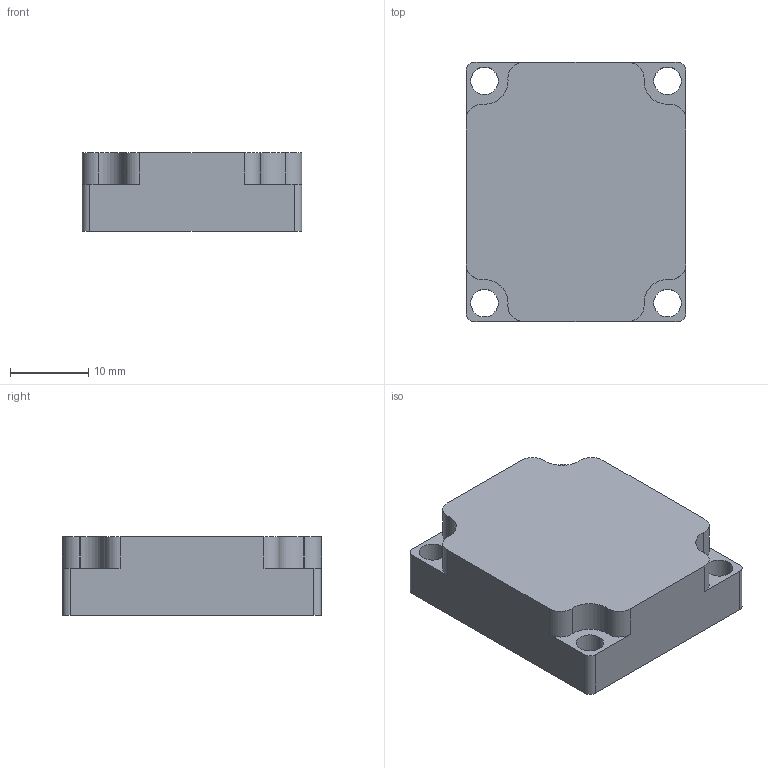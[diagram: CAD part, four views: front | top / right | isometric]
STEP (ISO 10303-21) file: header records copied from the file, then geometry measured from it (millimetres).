
FILE_DESCRIPTION (( 'STEP AP203' ), '1' );
FILE_NAME ('Pièce4^Assemblage3.STEP', '2015-12-30T13:24:00', ( '' ), ( '' ), 'SwSTEP 2.0', 'SolidWorks 2014', '' );
FILE_SCHEMA (( 'CONFIG_CONTROL_DESIGN' ));
Length unit declared in the file: millimetre
Products named in the file (1): Pièce4^Assemblage3
Bounding box: 28 x 33 x 10 mm (x, y, z)
Volume: 4827.1 mm3; surface area: 3741 mm2
Topology: 1 solids, 1 shells, 57 faces, 153 edges, 95 vertices
Faces by surface type: cylinder 36, plane 14, sphere 4, torus 3
Entity records: 1872 total; most frequent: DIRECTION 345, CARTESIAN_POINT 302, ORIENTED_EDGE 298, EDGE_CURVE 149, AXIS2_PLACEMENT_3D 138, VERTEX_POINT 95, CIRCLE 80, LINE 69
